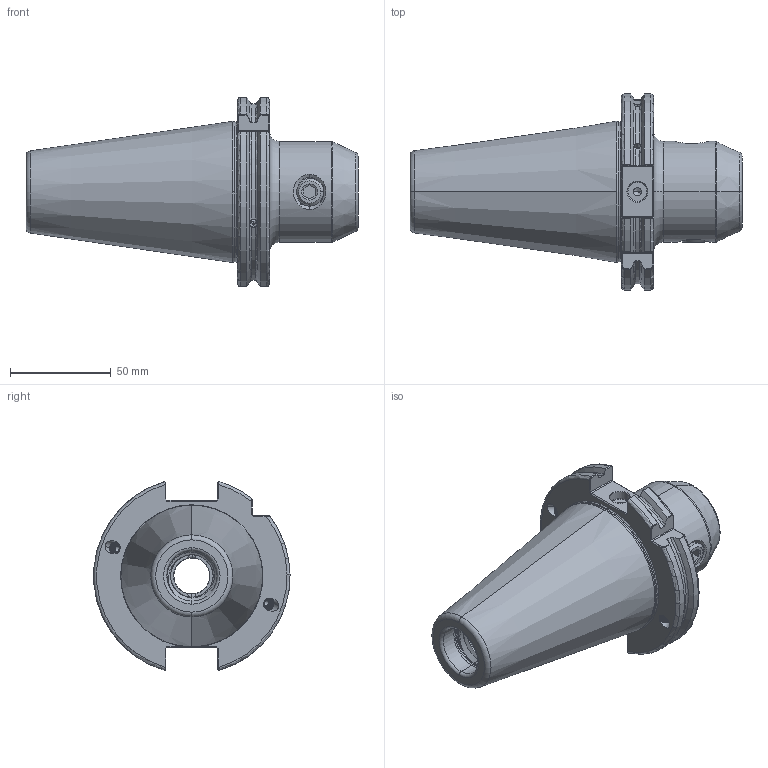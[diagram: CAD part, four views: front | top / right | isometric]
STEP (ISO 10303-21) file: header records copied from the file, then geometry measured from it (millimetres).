
FILE_DESCRIPTION (( 'STEP AP203' ), '1' );
FILE_NAME ('503.04.18.K.STEP', '2016-11-25T08:30:53', ( '' ), ( '' ), 'SwSTEP 2.0', 'SolidWorks 2012', '' );
FILE_SCHEMA (( 'CONFIG_CONTROL_DESIGN' ));
Length unit declared in the file: millimetre
Products named in the file (4): 側固14_M14x2_16L; 2-02511017U1_d17.8x2.4(側固出水18); 503.04.18.K
Assembly tree (3 placements, depth 2):
  503.04.18.K
    503.04.18.K
    2-02511017U1_d17.8x2.4(側固出水18)
    側固14_M14x2_16L
Bounding box: 164.75 x 97.33 x 93.81 mm (x, y, z)
Volume: 386156.7 mm3; surface area: 58022.5 mm2
Topology: 3 solids, 3 shells, 361 faces, 964 edges, 600 vertices
Faces by surface type: cylinder 146, plane 81, torus 50, bspline 41, cone 41, sphere 2
Entity records: 30040 total; most frequent: CARTESIAN_POINT 21717, ORIENTED_EDGE 1896, DIRECTION 1375, EDGE_CURVE 948, VERTEX_POINT 600, AXIS2_PLACEMENT_3D 545, EDGE_LOOP 382, ADVANCED_FACE 361
